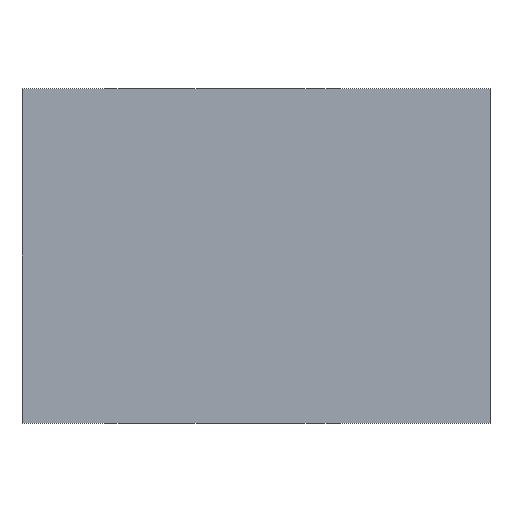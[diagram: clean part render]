
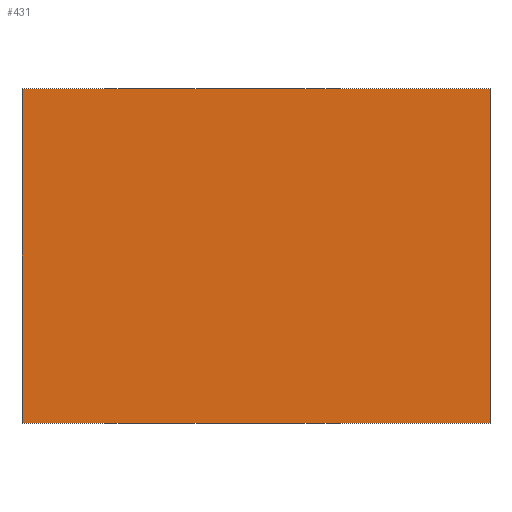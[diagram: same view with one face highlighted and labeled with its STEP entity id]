
A CAD part, front view. The second image highlights one B-rep face of the part: STEP entity #431.
In plain terms, the highlighted planar face has unit normal (0, -1, 0).
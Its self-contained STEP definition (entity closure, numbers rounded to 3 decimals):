
#30=PLANE('',#485);
#52=FACE_OUTER_BOUND('',#76,.T.);
#76=EDGE_LOOP('',(#392,#393,#394,#395));
#106=LINE('',#699,#148);
#114=LINE('',#714,#156);
#117=LINE('',#725,#159);
#121=LINE('',#732,#163);
#148=VECTOR('',#571,10.);
#156=VECTOR('',#587,10.);
#159=VECTOR('',#600,10.);
#163=VECTOR('',#608,10.);
#213=VERTEX_POINT('',#696);
#214=VERTEX_POINT('',#698);
#217=VERTEX_POINT('',#712);
#220=VERTEX_POINT('',#724);
#263=EDGE_CURVE('',#213,#214,#106,.T.);
#272=EDGE_CURVE('',#213,#217,#114,.T.);
#277=EDGE_CURVE('',#214,#220,#117,.T.);
#281=EDGE_CURVE('',#220,#217,#121,.T.);
#392=ORIENTED_EDGE('',*,*,#263,.F.);
#393=ORIENTED_EDGE('',*,*,#272,.T.);
#394=ORIENTED_EDGE('',*,*,#281,.F.);
#395=ORIENTED_EDGE('',*,*,#277,.F.);
#431=ADVANCED_FACE('',(#52),#30,.T.);
#485=AXIS2_PLACEMENT_3D('',#731,#606,#607);
#571=DIRECTION('',(-1.,0.,0.));
#587=DIRECTION('',(0.,0.,1.));
#600=DIRECTION('',(0.,0.,1.));
#606=DIRECTION('center_axis',(0.,-1.,0.));
#607=DIRECTION('ref_axis',(1.,0.,0.));
#608=DIRECTION('',(1.,0.,0.));
#696=CARTESIAN_POINT('',(-46.25,-28.5,10.));
#698=CARTESIAN_POINT('',(-53.25,-28.5,10.));
#699=CARTESIAN_POINT('',(-46.25,-28.5,10.));
#712=CARTESIAN_POINT('',(-46.25,-28.5,15.));
#714=CARTESIAN_POINT('',(-46.25,-28.5,10.));
#724=CARTESIAN_POINT('',(-53.25,-28.5,15.));
#725=CARTESIAN_POINT('',(-53.25,-28.5,10.));
#731=CARTESIAN_POINT('Origin',(-53.25,-28.5,10.));
#732=CARTESIAN_POINT('',(-46.25,-28.5,15.));
